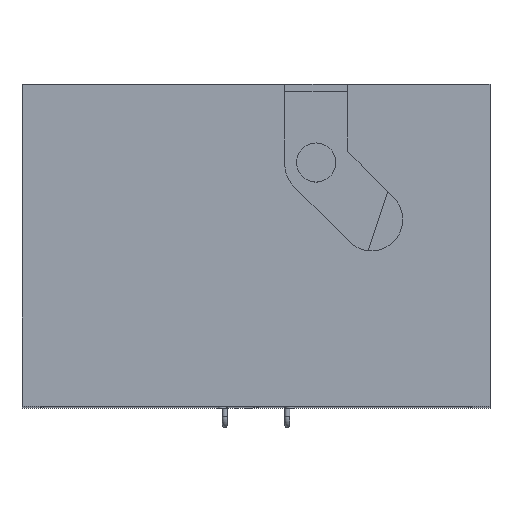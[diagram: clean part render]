
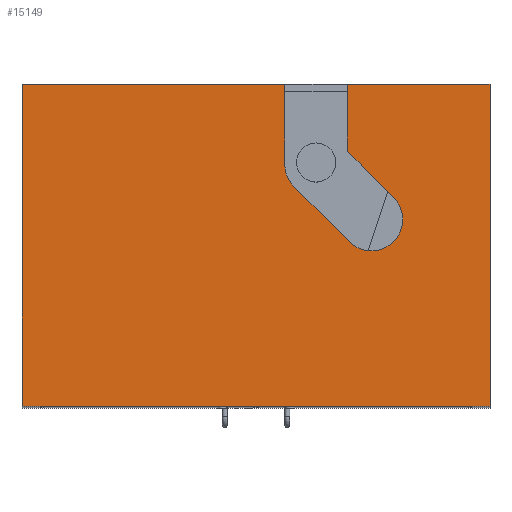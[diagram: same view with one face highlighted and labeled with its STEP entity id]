
A CAD part, top view. The second image highlights one B-rep face of the part: STEP entity #15149.
In plain terms, the highlighted planar face has unit normal (0, 0, 1).
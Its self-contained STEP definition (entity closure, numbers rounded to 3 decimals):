
#659=CIRCLE('',#16112,10.);
#660=CIRCLE('',#16113,60.);
#661=CIRCLE('',#16114,60.);
#961=FACE_OUTER_BOUND('',#1805,.T.);
#1805=EDGE_LOOP('',(#9703,#9704,#9705,#9706,#9707,#9708,#9709,#9710,#9711,
#9712,#9713,#9714));
#2910=LINE('',#20553,#4535);
#2911=LINE('',#20557,#4536);
#2912=LINE('',#20561,#4537);
#2913=LINE('',#20565,#4538);
#2914=LINE('',#20567,#4539);
#2915=LINE('',#20569,#4540);
#2916=LINE('',#20571,#4541);
#2917=LINE('',#20573,#4542);
#2918=LINE('',#20574,#4543);
#4535=VECTOR('',#17125,10.);
#4536=VECTOR('',#17128,10.);
#4537=VECTOR('',#17131,10.);
#4538=VECTOR('',#17134,10.);
#4539=VECTOR('',#17135,10.);
#4540=VECTOR('',#17136,10.);
#4541=VECTOR('',#17137,10.);
#4542=VECTOR('',#17138,10.);
#4543=VECTOR('',#17139,10.);
#6135=VERTEX_POINT('',#20551);
#6136=VERTEX_POINT('',#20552);
#6137=VERTEX_POINT('',#20554);
#6138=VERTEX_POINT('',#20556);
#6139=VERTEX_POINT('',#20558);
#6140=VERTEX_POINT('',#20560);
#6141=VERTEX_POINT('',#20562);
#6142=VERTEX_POINT('',#20564);
#6143=VERTEX_POINT('',#20566);
#6144=VERTEX_POINT('',#20568);
#6145=VERTEX_POINT('',#20570);
#6146=VERTEX_POINT('',#20572);
#7570=EDGE_CURVE('',#6135,#6136,#2910,.T.);
#7571=EDGE_CURVE('',#6136,#6137,#659,.T.);
#7572=EDGE_CURVE('',#6137,#6138,#2911,.T.);
#7573=EDGE_CURVE('',#6138,#6139,#660,.T.);
#7574=EDGE_CURVE('',#6139,#6140,#2912,.T.);
#7575=EDGE_CURVE('',#6140,#6141,#661,.T.);
#7576=EDGE_CURVE('',#6141,#6142,#2913,.T.);
#7577=EDGE_CURVE('',#6142,#6143,#2914,.T.);
#7578=EDGE_CURVE('',#6143,#6144,#2915,.T.);
#7579=EDGE_CURVE('',#6144,#6145,#2916,.T.);
#7580=EDGE_CURVE('',#6145,#6146,#2917,.T.);
#7581=EDGE_CURVE('',#6146,#6135,#2918,.T.);
#9703=ORIENTED_EDGE('',*,*,#7570,.T.);
#9704=ORIENTED_EDGE('',*,*,#7571,.T.);
#9705=ORIENTED_EDGE('',*,*,#7572,.T.);
#9706=ORIENTED_EDGE('',*,*,#7573,.T.);
#9707=ORIENTED_EDGE('',*,*,#7574,.T.);
#9708=ORIENTED_EDGE('',*,*,#7575,.T.);
#9709=ORIENTED_EDGE('',*,*,#7576,.T.);
#9710=ORIENTED_EDGE('',*,*,#7577,.T.);
#9711=ORIENTED_EDGE('',*,*,#7578,.T.);
#9712=ORIENTED_EDGE('',*,*,#7579,.T.);
#9713=ORIENTED_EDGE('',*,*,#7580,.T.);
#9714=ORIENTED_EDGE('',*,*,#7581,.T.);
#13743=PLANE('',#16111);
#15149=ADVANCED_FACE('',(#961),#13743,.T.);
#16111=AXIS2_PLACEMENT_3D('',#20550,#17123,#17124);
#16112=AXIS2_PLACEMENT_3D('',#20555,#17126,#17127);
#16113=AXIS2_PLACEMENT_3D('',#20559,#17129,#17130);
#16114=AXIS2_PLACEMENT_3D('',#20563,#17132,#17133);
#17123=DIRECTION('center_axis',(0.,0.,
1.));
#17124=DIRECTION('ref_axis',(1.,0.,0.));
#17125=DIRECTION('',(0.,-1.,0.));
#17126=DIRECTION('center_axis',(0.,0.,
1.));
#17127=DIRECTION('ref_axis',(1.,0.,0.));
#17128=DIRECTION('',(0.707,-0.707,0.));
#17129=DIRECTION('center_axis',(0.,0.,
-1.));
#17130=DIRECTION('ref_axis',(-0.707,-0.707,0.));
#17131=DIRECTION('',(-0.707,0.707,0.));
#17132=DIRECTION('center_axis',(0.,0.,
-1.));
#17133=DIRECTION('ref_axis',(-1.,0.,0.));
#17134=DIRECTION('',(0.,1.,0.));
#17135=DIRECTION('',(-1.,0.,0.));
#17136=DIRECTION('',(0.,-1.,0.));
#17137=DIRECTION('',(1.,0.,0.));
#17138=DIRECTION('',(0.,1.,0.));
#17139=DIRECTION('',(-1.,0.,0.));
#20550=CARTESIAN_POINT('Origin',(0.,0.,
984.));
#20551=CARTESIAN_POINT('',(175.,308.25,984.));
#20552=CARTESIAN_POINT('',(175.,184.25,984.));
#20553=CARTESIAN_POINT('',(175.,147.25,984.));
#20554=CARTESIAN_POINT('',(177.929,177.179,984.));
#20555=CARTESIAN_POINT('Origin',(185.,184.25,984.));
#20556=CARTESIAN_POINT('',(263.431,91.676,984.));
#20557=CARTESIAN_POINT('',(177.741,177.366,984.));
#20558=CARTESIAN_POINT('',(178.579,6.824,984.));
#20559=CARTESIAN_POINT('Origin',(221.005,49.25,984.));
#20560=CARTESIAN_POINT('',(72.579,112.824,984.));
#20561=CARTESIAN_POINT('',(135.64,49.762,984.));
#20562=CARTESIAN_POINT('',(55.005,155.25,984.));
#20563=CARTESIAN_POINT('Origin',(115.005,155.25,984.));
#20564=CARTESIAN_POINT('',(55.005,308.25,984.));
#20565=CARTESIAN_POINT('',(55.005,147.25,984.));
#20566=CARTESIAN_POINT('',(-448.25,308.25,984.));
#20567=CARTESIAN_POINT('',(448.25,308.25,984.));
#20568=CARTESIAN_POINT('',(-448.25,-308.25,984.));
#20569=CARTESIAN_POINT('',(-448.25,308.25,984.));
#20570=CARTESIAN_POINT('',(448.25,-308.25,984.));
#20571=CARTESIAN_POINT('',(-448.25,-308.25,984.));
#20572=CARTESIAN_POINT('',(448.25,308.25,984.));
#20573=CARTESIAN_POINT('',(448.25,-308.25,984.));
#20574=CARTESIAN_POINT('',(448.25,308.25,984.));
